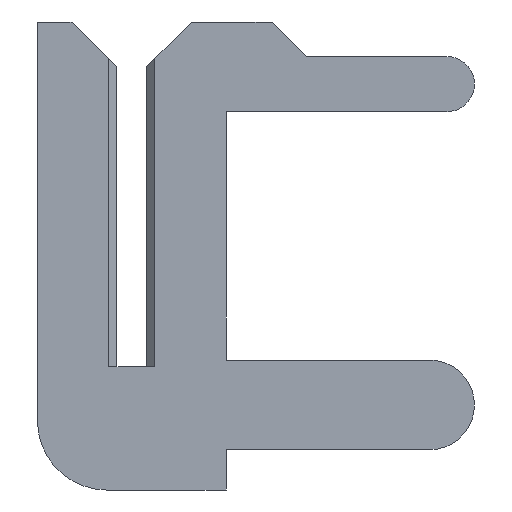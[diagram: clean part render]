
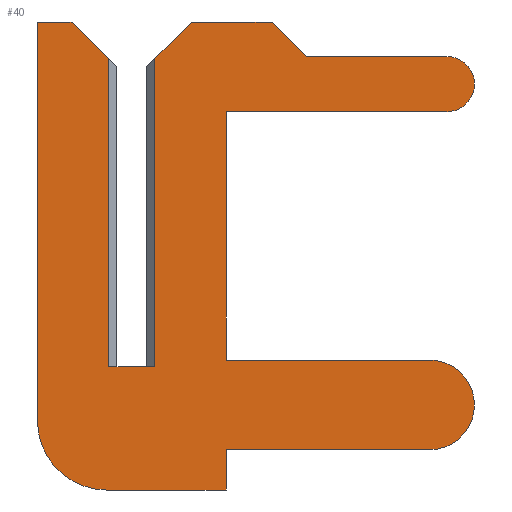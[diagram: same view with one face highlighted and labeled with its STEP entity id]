
A CAD part, left-side view. The second image highlights one B-rep face of the part: STEP entity #40.
In plain terms, the highlighted planar face has unit normal (-1, 0, 0).
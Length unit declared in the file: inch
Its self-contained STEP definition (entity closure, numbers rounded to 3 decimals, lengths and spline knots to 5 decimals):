
#2 = EDGE_CURVE ( 'NONE', #1196, #797, #874, .T. ) ;
#12 = CARTESIAN_POINT ( 'NONE',  ( -0.01, 0.011, -0.0535 ) ) ;
#17 = LINE ( 'NONE', #927, #288 ) ;
#20 = VECTOR ( 'NONE', #456, 39.37008 ) ;
#40 = ADVANCED_FACE ( 'NONE', ( #677 ), #1218, .T. ) ;
#46 = VECTOR ( 'NONE', #503, 39.37008 ) ;
#55 = VECTOR ( 'NONE', #152, 39.37008 ) ;
#58 = CARTESIAN_POINT ( 'NONE',  ( -0.01, 0.011, -0.0235 ) ) ;
#69 = LINE ( 'NONE', #613, #46 ) ;
#80 = ORIENTED_EDGE ( 'NONE', *, *, #534, .F. ) ;
#81 = CARTESIAN_POINT ( 'NONE',  ( -0.01, 0.011, -0.0235 ) ) ;
#84 = DIRECTION ( 'NONE',  ( 0., -0.707, 0.707 ) ) ;
#85 = VECTOR ( 'NONE', #560, 39.37008 ) ;
#108 = ORIENTED_EDGE ( 'NONE', *, *, #420, .F. ) ;
#116 = CARTESIAN_POINT ( 'NONE',  ( -0.01, -0.137, 0.135 ) ) ;
#121 = CARTESIAN_POINT ( 'NONE',  ( -0.01, -0.041, -0.0535 ) ) ;
#129 = CARTESIAN_POINT ( 'NONE',  ( -0.01, 0.026, 0.15 ) ) ;
#131 = ORIENTED_EDGE ( 'NONE', *, *, #679, .T. ) ;
#136 = EDGE_CURVE ( 'NONE', #1279, #716, #17, .T. ) ;
#138 = EDGE_CURVE ( 'NONE', #1279, #655, #773, .T. ) ;
#141 = CARTESIAN_POINT ( 'NONE',  ( -0.01, -0.041, -0.0535 ) ) ;
#145 = CARTESIAN_POINT ( 'NONE',  ( -0.01, 0.011, -0.0535 ) ) ;
#151 = EDGE_LOOP ( 'NONE', ( #332, #271, #984, #131, #298, #164, #267, #596, #595, #686, #746, #1323, #168, #185, #80, #108, #218, #997, #768 ) ) ;
#152 = DIRECTION ( 'NONE',  ( 0., -1., 0. ) ) ;
#154 = VECTOR ( 'NONE', #873, 39.37008 ) ;
#160 = DIRECTION ( 'NONE',  ( 0., -1., 0. ) ) ;
#164 = ORIENTED_EDGE ( 'NONE', *, *, #1085, .F. ) ;
#168 = ORIENTED_EDGE ( 'NONE', *, *, #586, .F. ) ;
#179 = DIRECTION ( 'NONE',  ( -1., 0., 0. ) ) ;
#185 = ORIENTED_EDGE ( 'NONE', *, *, #770, .F. ) ;
#193 = LINE ( 'NONE', #1286, #693 ) ;
#201 = EDGE_CURVE ( 'NONE', #847, #655, #69, .T. ) ;
#205 = EDGE_CURVE ( 'NONE', #931, #1196, #357, .T. ) ;
#218 = ORIENTED_EDGE ( 'NONE', *, *, #1220, .F. ) ;
#260 = VECTOR ( 'NONE', #907, 39.37008 ) ;
#261 = CARTESIAN_POINT ( 'NONE',  ( -0.01, -0.041, -0.036 ) ) ;
#267 = ORIENTED_EDGE ( 'NONE', *, *, #2, .F. ) ;
#271 = ORIENTED_EDGE ( 'NONE', *, *, #138, .T. ) ;
#284 = VERTEX_POINT ( 'NONE', #1246 ) ;
#288 = VECTOR ( 'NONE', #84, 39.37008 ) ;
#298 = ORIENTED_EDGE ( 'NONE', *, *, #482, .F. ) ;
#314 = VERTEX_POINT ( 'NONE', #627 ) ;
#325 = CARTESIAN_POINT ( 'NONE',  ( -0.01, 0.01, 0. ) ) ;
#332 = ORIENTED_EDGE ( 'NONE', *, *, #136, .F. ) ;
#336 = DIRECTION ( 'NONE',  ( 0., 0., 1. ) ) ;
#338 = LINE ( 'NONE', #1090, #55 ) ;
#339 = VERTEX_POINT ( 'NONE', #457 ) ;
#343 = AXIS2_PLACEMENT_3D ( 'NONE', #1118, #1012, #1327 ) ;
#357 = CIRCLE ( 'NONE', #897, 0.03 ) ;
#361 = DIRECTION ( 'NONE',  ( 0., 0., 1. ) ) ;
#381 = CIRCLE ( 'NONE', #1318, 0.012 ) ;
#420 = EDGE_CURVE ( 'NONE', #572, #812, #381, .T. ) ;
#428 = LINE ( 'NONE', #1301, #85 ) ;
#446 = DIRECTION ( 'NONE',  ( 0., -0.707, -0.707 ) ) ;
#452 = LINE ( 'NONE', #12, #1247 ) ;
#456 = DIRECTION ( 'NONE',  ( 0., 1., 0. ) ) ;
#457 = CARTESIAN_POINT ( 'NONE',  ( -0.01, -0.041, 0.003 ) ) ;
#478 = CARTESIAN_POINT ( 'NONE',  ( -0.01, -0.1295, -0.036 ) ) ;
#482 = EDGE_CURVE ( 'NONE', #492, #314, #752, .T. ) ;
#486 = VECTOR ( 'NONE', #642, 39.37008 ) ;
#487 = DIRECTION ( 'NONE',  ( 0., 0., 1. ) ) ;
#492 = VERTEX_POINT ( 'NONE', #129 ) ;
#493 = EDGE_CURVE ( 'NONE', #970, #1043, #193, .T. ) ;
#502 = LINE ( 'NONE', #1092, #1106 ) ;
#503 = DIRECTION ( 'NONE',  ( 0., -1., 0. ) ) ;
#532 = CARTESIAN_POINT ( 'NONE',  ( -0.01, -0.041, 0.111 ) ) ;
#534 = EDGE_CURVE ( 'NONE', #812, #829, #754, .T. ) ;
#540 = DIRECTION ( 'NONE',  ( 1., 0., 0. ) ) ;
#560 = DIRECTION ( 'NONE',  ( 0., 1., 0. ) ) ;
#572 = VERTEX_POINT ( 'NONE', #116 ) ;
#578 = CARTESIAN_POINT ( 'NONE',  ( -0.01, 0.041, -0.0235 ) ) ;
#586 = EDGE_CURVE ( 'NONE', #339, #284, #502, .T. ) ;
#591 = DIRECTION ( 'NONE',  ( 0., 0., -1. ) ) ;
#595 = ORIENTED_EDGE ( 'NONE', *, *, #830, .F. ) ;
#596 = ORIENTED_EDGE ( 'NONE', *, *, #205, .F. ) ;
#602 = VERTEX_POINT ( 'NONE', #261 ) ;
#613 = CARTESIAN_POINT ( 'NONE',  ( -0.01, 0.0065, 0. ) ) ;
#624 = VECTOR ( 'NONE', #591, 39.37008 ) ;
#627 = CARTESIAN_POINT ( 'NONE',  ( -0.01, 0.01, 0.134 ) ) ;
#642 = DIRECTION ( 'NONE',  ( 0., 0., -1. ) ) ;
#644 = VECTOR ( 'NONE', #361, 39.37008 ) ;
#655 = VERTEX_POINT ( 'NONE', #1200 ) ;
#659 = DIRECTION ( 'NONE',  ( 0., -0.707, -0.707 ) ) ;
#661 = LINE ( 'NONE', #141, #154 ) ;
#670 = DIRECTION ( 'NONE',  ( 0., -1., 0. ) ) ;
#677 = FACE_OUTER_BOUND ( 'NONE', #151, .T. ) ;
#679 = EDGE_CURVE ( 'NONE', #847, #314, #820, .T. ) ;
#686 = ORIENTED_EDGE ( 'NONE', *, *, #936, .F. ) ;
#693 = VECTOR ( 'NONE', #659, 39.37008 ) ;
#698 = VERTEX_POINT ( 'NONE', #121 ) ;
#716 = VERTEX_POINT ( 'NONE', #1149 ) ;
#717 = CARTESIAN_POINT ( 'NONE',  ( -0.01, -0.01, 0.134 ) ) ;
#746 = ORIENTED_EDGE ( 'NONE', *, *, #893, .F. ) ;
#752 = LINE ( 'NONE', #1073, #976 ) ;
#754 = LINE ( 'NONE', #973, #20 ) ;
#768 = ORIENTED_EDGE ( 'NONE', *, *, #1016, .F. ) ;
#770 = EDGE_CURVE ( 'NONE', #829, #339, #1216, .T. ) ;
#773 = LINE ( 'NONE', #1226, #624 ) ;
#788 = VECTOR ( 'NONE', #487, 39.37008 ) ;
#797 = VERTEX_POINT ( 'NONE', #1257 ) ;
#802 = LINE ( 'NONE', #1343, #260 ) ;
#806 = DIRECTION ( 'NONE',  ( 1., 0., 0. ) ) ;
#812 = VERTEX_POINT ( 'NONE', #1048 ) ;
#820 = LINE ( 'NONE', #1096, #644 ) ;
#829 = VERTEX_POINT ( 'NONE', #532 ) ;
#830 = EDGE_CURVE ( 'NONE', #698, #931, #452, .T. ) ;
#847 = VERTEX_POINT ( 'NONE', #325 ) ;
#859 = DIRECTION ( 'NONE',  ( 0., 1., 0. ) ) ;
#873 = DIRECTION ( 'NONE',  ( 0., 0., -1. ) ) ;
#874 = LINE ( 'NONE', #1202, #788 ) ;
#893 = EDGE_CURVE ( 'NONE', #1143, #602, #428, .T. ) ;
#897 = AXIS2_PLACEMENT_3D ( 'NONE', #81, #806, #918 ) ;
#899 = CARTESIAN_POINT ( 'NONE',  ( -0.01, -0.076, 0.135 ) ) ;
#905 = DIRECTION ( 'NONE',  ( 0., 0., 1. ) ) ;
#907 = DIRECTION ( 'NONE',  ( 0., -1., 0. ) ) ;
#918 = DIRECTION ( 'NONE',  ( 0., 0., 1. ) ) ;
#927 = CARTESIAN_POINT ( 'NONE',  ( -0.01, -0.0065, 0.1305 ) ) ;
#931 = VERTEX_POINT ( 'NONE', #145 ) ;
#936 = EDGE_CURVE ( 'NONE', #602, #698, #661, .T. ) ;
#956 = CIRCLE ( 'NONE', #343, 0.0195 ) ;
#960 = CARTESIAN_POINT ( 'NONE',  ( -0.01, -0.137, 0.123 ) ) ;
#966 = AXIS2_PLACEMENT_3D ( 'NONE', #58, #179, #905 ) ;
#970 = VERTEX_POINT ( 'NONE', #1199 ) ;
#973 = CARTESIAN_POINT ( 'NONE',  ( -0.01, -0.041, 0.111 ) ) ;
#976 = VECTOR ( 'NONE', #446, 39.37008 ) ;
#984 = ORIENTED_EDGE ( 'NONE', *, *, #201, .F. ) ;
#997 = ORIENTED_EDGE ( 'NONE', *, *, #493, .F. ) ;
#1012 = DIRECTION ( 'NONE',  ( 1., 0., 0. ) ) ;
#1016 = EDGE_CURVE ( 'NONE', #716, #970, #338, .T. ) ;
#1017 = VECTOR ( 'NONE', #160, 39.37008 ) ;
#1043 = VERTEX_POINT ( 'NONE', #899 ) ;
#1048 = CARTESIAN_POINT ( 'NONE',  ( -0.01, -0.137, 0.111 ) ) ;
#1073 = CARTESIAN_POINT ( 'NONE',  ( -0.01, 0.0065, 0.1305 ) ) ;
#1085 = EDGE_CURVE ( 'NONE', #797, #492, #1131, .T. ) ;
#1090 = CARTESIAN_POINT ( 'NONE',  ( -0.01, -0.026, 0.15 ) ) ;
#1092 = CARTESIAN_POINT ( 'NONE',  ( -0.01, -0.1295, 0.003 ) ) ;
#1096 = CARTESIAN_POINT ( 'NONE',  ( -0.01, 0.01, -0.0235 ) ) ;
#1106 = VECTOR ( 'NONE', #670, 39.37008 ) ;
#1118 = CARTESIAN_POINT ( 'NONE',  ( -0.01, -0.1295, -0.0165 ) ) ;
#1131 = LINE ( 'NONE', #1219, #1017 ) ;
#1143 = VERTEX_POINT ( 'NONE', #478 ) ;
#1149 = CARTESIAN_POINT ( 'NONE',  ( -0.01, -0.026, 0.15 ) ) ;
#1196 = VERTEX_POINT ( 'NONE', #578 ) ;
#1199 = CARTESIAN_POINT ( 'NONE',  ( -0.01, -0.061, 0.15 ) ) ;
#1200 = CARTESIAN_POINT ( 'NONE',  ( -0.01, -0.01, 0. ) ) ;
#1202 = CARTESIAN_POINT ( 'NONE',  ( -0.01, 0.041, 0.15 ) ) ;
#1216 = LINE ( 'NONE', #1276, #486 ) ;
#1218 = PLANE ( 'NONE',  #966 ) ;
#1219 = CARTESIAN_POINT ( 'NONE',  ( -0.01, 0.026, 0.15 ) ) ;
#1220 = EDGE_CURVE ( 'NONE', #1043, #572, #802, .T. ) ;
#1226 = CARTESIAN_POINT ( 'NONE',  ( -0.01, -0.01, 0.15 ) ) ;
#1246 = CARTESIAN_POINT ( 'NONE',  ( -0.01, -0.1295, 0.003 ) ) ;
#1247 = VECTOR ( 'NONE', #859, 39.37008 ) ;
#1257 = CARTESIAN_POINT ( 'NONE',  ( -0.01, 0.041, 0.15 ) ) ;
#1276 = CARTESIAN_POINT ( 'NONE',  ( -0.01, -0.041, 0.003 ) ) ;
#1279 = VERTEX_POINT ( 'NONE', #717 ) ;
#1286 = CARTESIAN_POINT ( 'NONE',  ( -0.01, -0.076, 0.135 ) ) ;
#1301 = CARTESIAN_POINT ( 'NONE',  ( -0.01, -0.041, -0.036 ) ) ;
#1318 = AXIS2_PLACEMENT_3D ( 'NONE', #960, #540, #336 ) ;
#1323 = ORIENTED_EDGE ( 'NONE', *, *, #1333, .F. ) ;
#1327 = DIRECTION ( 'NONE',  ( 0., 0., 1. ) ) ;
#1333 = EDGE_CURVE ( 'NONE', #284, #1143, #956, .T. ) ;
#1343 = CARTESIAN_POINT ( 'NONE',  ( -0.01, -0.137, 0.135 ) ) ;
